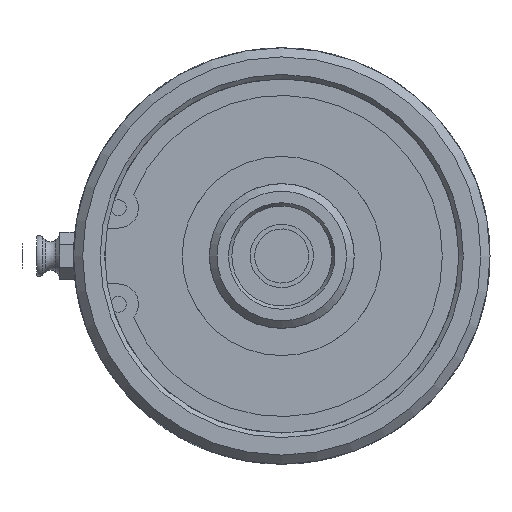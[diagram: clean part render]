
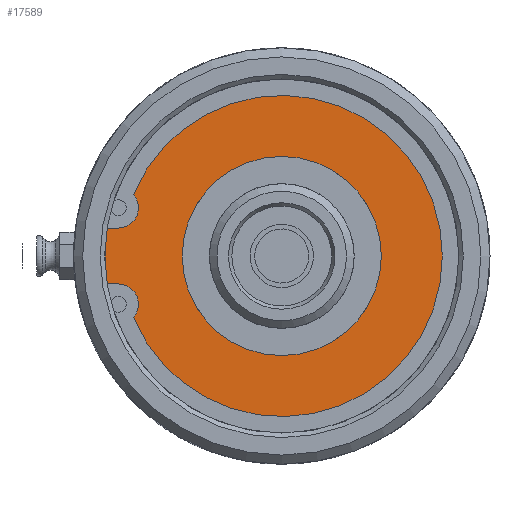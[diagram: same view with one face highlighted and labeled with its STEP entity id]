
A CAD part, left-side view. The second image highlights one B-rep face of the part: STEP entity #17589.
In plain terms, the highlighted planar face has unit normal (-1, 0, 0).
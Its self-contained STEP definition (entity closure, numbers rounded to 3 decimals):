
#178=FACE_BOUND('',#6194,.T.);
#1537=LINE('',#123155,#2501);
#1542=LINE('',#123169,#2506);
#2501=VECTOR('',#21281,10.);
#2506=VECTOR('',#21288,10.);
#5099=FACE_OUTER_BOUND('',#6193,.T.);
#6193=EDGE_LOOP('',(#15835,#15836,#15837,#15838,#15839,#15840));
#6194=EDGE_LOOP('',(#15841));
#6646=CIRCLE('',#18537,3.556);
#6648=CIRCLE('',#18540,28.142);
#6650=CIRCLE('',#18543,3.556);
#6656=CIRCLE('',#18554,33.45);
#6657=CIRCLE('',#18557,17.4);
#8335=VERTEX_POINT('',#123152);
#8336=VERTEX_POINT('',#123154);
#8340=VERTEX_POINT('',#123166);
#8341=VERTEX_POINT('',#123168);
#8342=VERTEX_POINT('',#123172);
#8344=VERTEX_POINT('',#123178);
#8346=VERTEX_POINT('',#123198);
#10852=EDGE_CURVE('',#8336,#8335,#1537,.T.);
#10858=EDGE_CURVE('',#8341,#8340,#1542,.T.);
#10860=EDGE_CURVE('',#8340,#8342,#6646,.T.);
#10863=EDGE_CURVE('',#8342,#8344,#6648,.T.);
#10866=EDGE_CURVE('',#8344,#8336,#6650,.T.);
#10872=EDGE_CURVE('',#8335,#8341,#6656,.T.);
#10873=EDGE_CURVE('',#8346,#8346,#6657,.T.);
#15835=ORIENTED_EDGE('',*,*,#10858,.T.);
#15836=ORIENTED_EDGE('',*,*,#10860,.T.);
#15837=ORIENTED_EDGE('',*,*,#10863,.T.);
#15838=ORIENTED_EDGE('',*,*,#10866,.T.);
#15839=ORIENTED_EDGE('',*,*,#10852,.T.);
#15840=ORIENTED_EDGE('',*,*,#10872,.T.);
#15841=ORIENTED_EDGE('',*,*,#10873,.T.);
#16663=PLANE('',#18556);
#17589=ADVANCED_FACE('',(#5099,#178),#16663,.F.);
#18537=AXIS2_PLACEMENT_3D('',#123173,#21292,#21293);
#18540=AXIS2_PLACEMENT_3D('',#123179,#21299,#21300);
#18543=AXIS2_PLACEMENT_3D('',#123184,#21306,#21307);
#18554=AXIS2_PLACEMENT_3D('',#123195,#21328,#21329);
#18556=AXIS2_PLACEMENT_3D('',#123197,#21332,#21333);
#18557=AXIS2_PLACEMENT_3D('',#123199,#21334,#21335);
#21281=DIRECTION('',(0.,1.,0.));
#21288=DIRECTION('',(0.,-1.,0.));
#21292=DIRECTION('center_axis',(1.,0.,0.));
#21293=DIRECTION('ref_axis',(0.,-0.754,-0.657));
#21299=DIRECTION('center_axis',(-1.,0.,0.));
#21300=DIRECTION('ref_axis',(0.,-0.924,0.384));
#21306=DIRECTION('center_axis',(1.,0.,0.));
#21307=DIRECTION('ref_axis',(0.,0.,-1.));
#21328=DIRECTION('center_axis',(-1.,0.,0.));
#21329=DIRECTION('ref_axis',(0.,1.,0.));
#21332=DIRECTION('center_axis',(1.,0.,0.));
#21333=DIRECTION('ref_axis',(0.,0.,-1.));
#21334=DIRECTION('center_axis',(1.,0.,0.));
#21335=DIRECTION('ref_axis',(0.,0.,
1.));
#123152=CARTESIAN_POINT('',(6.08,33.089,4.902));
#123154=CARTESIAN_POINT('',(6.08,28.672,4.902));
#123155=CARTESIAN_POINT('',(6.08,24.907,4.902));
#123166=CARTESIAN_POINT('',(6.08,28.672,-4.902));
#123168=CARTESIAN_POINT('',(6.08,33.089,-4.902));
#123169=CARTESIAN_POINT('',(6.08,22.699,-4.902));
#123172=CARTESIAN_POINT('',(6.08,25.99,-10.793));
#123173=CARTESIAN_POINT('Origin',(6.08,28.672,-8.458));
#123178=CARTESIAN_POINT('',(6.08,25.99,10.793));
#123179=CARTESIAN_POINT('Origin',(6.08,0.,
0.));
#123184=CARTESIAN_POINT('Origin',(6.08,28.672,8.458));
#123195=CARTESIAN_POINT('Origin',(6.08,0.,0.));
#123197=CARTESIAN_POINT('Origin',(6.08,16.725,0.));
#123198=CARTESIAN_POINT('',(6.08,0.,-17.4));
#123199=CARTESIAN_POINT('Origin',(6.08,0.,
0.));
